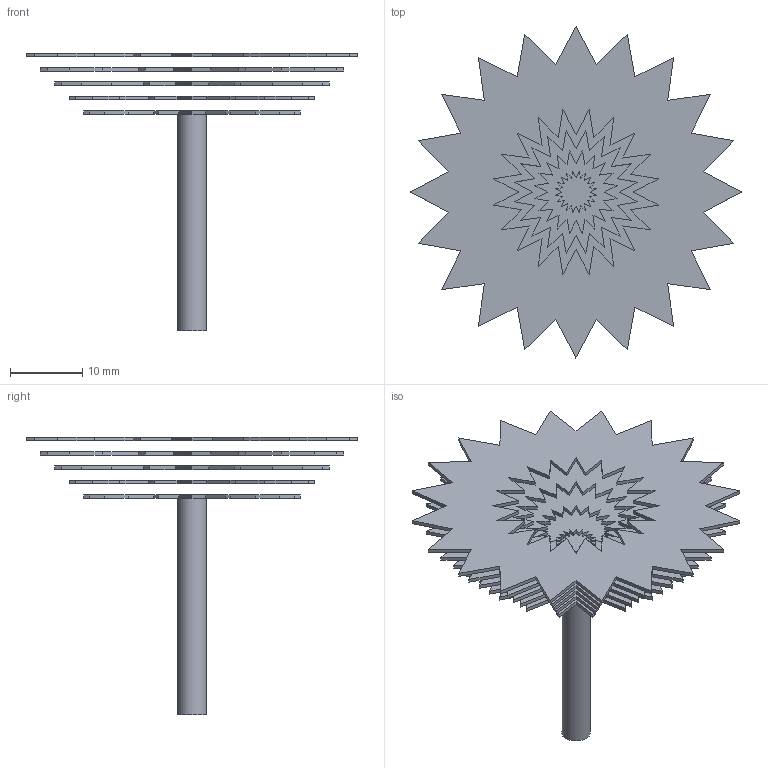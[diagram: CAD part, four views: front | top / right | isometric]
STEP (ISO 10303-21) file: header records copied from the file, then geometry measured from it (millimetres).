
FILE_DESCRIPTION(('Open CASCADE Model'),'2;1');
FILE_NAME('Open CASCADE Shape Model','2024-05-28T23:24:55',('Author'),( 'Open CASCADE'),'Open CASCADE STEP processor 7.7','Open CASCADE 7.7' ,'Unknown');
FILE_SCHEMA(('AUTOMOTIVE_DESIGN { 1 0 10303 214 1 1 1 1 }'));
Length unit declared in the file: millimetre
Products named in the file (6): Open CASCADE STEP translator 7.7 21; Open CASCADE STEP translator 7.7 21.1; Open CASCADE STEP translator 7.7 21.2; Open CASCADE STEP translator 7.7 21.3; Open CASCADE STEP translator 7.7 21.4; Open CASCADE STEP translator 7.7 21.5
Assembly tree (5 placements, depth 2):
  Open CASCADE STEP translator 7.7 21
    Open CASCADE STEP translator 7.7 21.1
    Open CASCADE STEP translator 7.7 21.2
    Open CASCADE STEP translator 7.7 21.3
    Open CASCADE STEP translator 7.7 21.4
    Open CASCADE STEP translator 7.7 21.5
Bounding box: 46 x 46 x 38.5 mm (x, y, z)
Volume: 2359.7 mm3; surface area: 8992.5 mm2
Topology: 5 solids, 5 shells, 372 faces, 1083 edges, 722 vertices
Faces by surface type: plane 371, cylinder 1
Full cylindrical faces by diameter (mm): 4 x1
Entity records: 25859 total; most frequent: CARTESIAN_POINT 4715, DIRECTION 3646, LINE 2885, VECTOR 2885, ORIENTED_EDGE 2166, PCURVE 2166, DEFINITIONAL_REPRESENTATION 2166, EDGE_CURVE 1083
